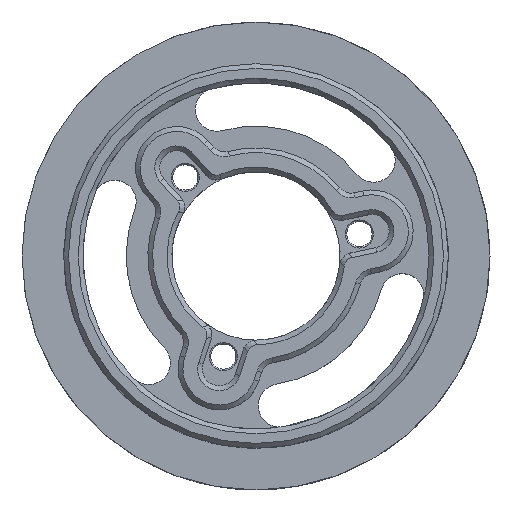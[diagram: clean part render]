
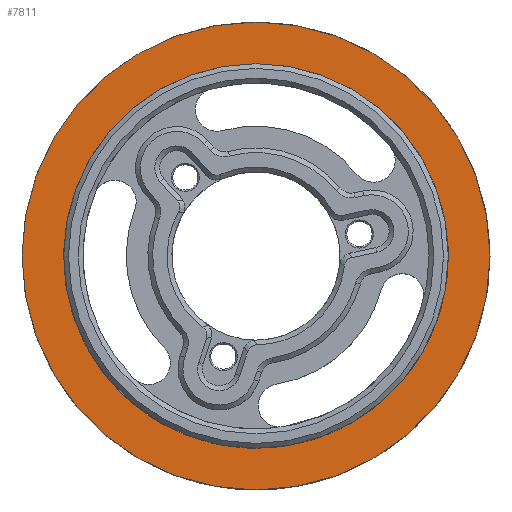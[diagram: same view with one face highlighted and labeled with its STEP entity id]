
A CAD part, top view. The second image highlights one B-rep face of the part: STEP entity #7811.
In plain terms, the highlighted planar face has unit normal (0, 0, 1).
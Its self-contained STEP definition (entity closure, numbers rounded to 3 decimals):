
#376=FACE_BOUND('',#1105,.T.);
#450=PLANE('',#8470);
#649=FACE_OUTER_BOUND('',#1104,.T.);
#1104=EDGE_LOOP('',(#6101,#6102));
#1105=EDGE_LOOP('',(#6103,#6104));
#2472=CIRCLE('',#8218,40.);
#2473=CIRCLE('',#8219,40.);
#2578=CIRCLE('',#8471,48.675);
#2579=CIRCLE('',#8472,48.675);
#3218=VERTEX_POINT('',#12709);
#3219=VERTEX_POINT('',#12711);
#3375=VERTEX_POINT('',#13312);
#3376=VERTEX_POINT('',#13313);
#4068=EDGE_CURVE('',#3219,#3218,#2472,.T.);
#4069=EDGE_CURVE('',#3218,#3219,#2473,.T.);
#4366=EDGE_CURVE('',#3375,#3376,#2578,.T.);
#4367=EDGE_CURVE('',#3376,#3375,#2579,.T.);
#6101=ORIENTED_EDGE('',*,*,#4366,.T.);
#6102=ORIENTED_EDGE('',*,*,#4367,.T.);
#6103=ORIENTED_EDGE('',*,*,#4068,.T.);
#6104=ORIENTED_EDGE('',*,*,#4069,.T.);
#7811=ADVANCED_FACE('',(#649,#376),#450,.T.);
#8218=AXIS2_PLACEMENT_3D('',#12712,#9566,#9567);
#8219=AXIS2_PLACEMENT_3D('',#12713,#9568,#9569);
#8470=AXIS2_PLACEMENT_3D('',#13311,#10262,#10263);
#8471=AXIS2_PLACEMENT_3D('',#13314,#10264,#10265);
#8472=AXIS2_PLACEMENT_3D('',#13315,#10266,#10267);
#9566=DIRECTION('center_axis',(0.,0.,-1.));
#9567=DIRECTION('ref_axis',(-0.707,0.707,0.));
#9568=DIRECTION('center_axis',(0.,0.,-1.));
#9569=DIRECTION('ref_axis',(-0.707,0.707,0.));
#10262=DIRECTION('center_axis',(0.,0.,1.));
#10263=DIRECTION('ref_axis',(1.,0.,0.));
#10264=DIRECTION('center_axis',(0.,0.,1.));
#10265=DIRECTION('ref_axis',(1.,0.,0.));
#10266=DIRECTION('center_axis',(0.,0.,1.));
#10267=DIRECTION('ref_axis',(1.,0.,0.));
#12709=CARTESIAN_POINT('',(0.,40.,18.3));
#12711=CARTESIAN_POINT('',(28.284,-28.284,18.3));
#12712=CARTESIAN_POINT('Origin',(0.,0.,18.3));
#12713=CARTESIAN_POINT('Origin',(0.,0.,18.3));
#13311=CARTESIAN_POINT('Origin',(0.,0.,
18.3));
#13312=CARTESIAN_POINT('',(0.,48.675,18.3));
#13313=CARTESIAN_POINT('',(-48.675,0.,18.3));
#13314=CARTESIAN_POINT('Origin',(0.,0.,18.3));
#13315=CARTESIAN_POINT('Origin',(0.,0.,18.3));
